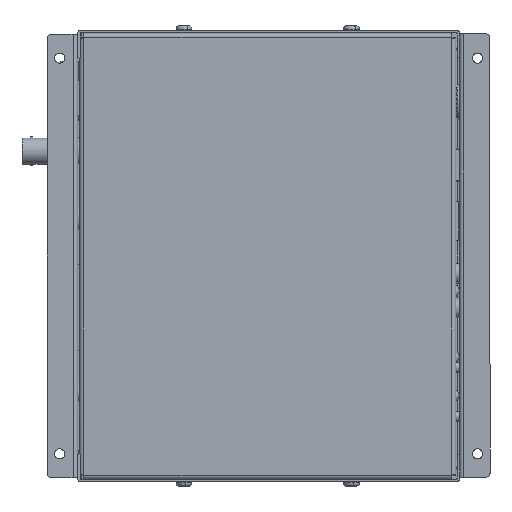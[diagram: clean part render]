
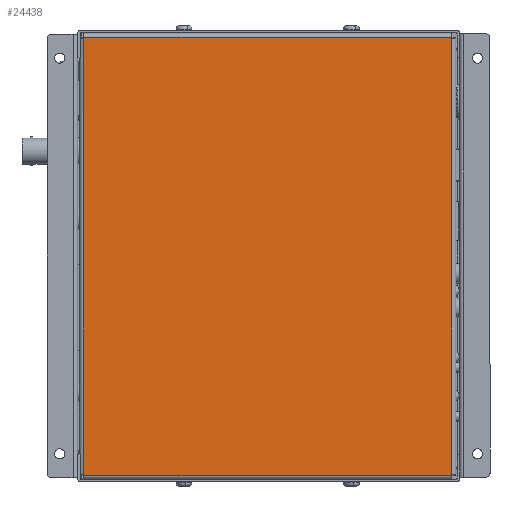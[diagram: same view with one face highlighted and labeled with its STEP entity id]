
A CAD part, front view. The second image highlights one B-rep face of the part: STEP entity #24438.
In plain terms, the highlighted face is planar.
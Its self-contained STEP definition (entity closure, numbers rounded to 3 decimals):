
#403 = CARTESIAN_POINT ( 'NONE',  ( 67.043, -79.292, 0. ) ) ;
#21919 = EDGE_CURVE ( 'NONE', #24354, #25938, #38268, .T. ) ;
#24353 = VERTEX_POINT ( 'NONE', #43052 ) ;
#24354 = VERTEX_POINT ( 'NONE', #43051 ) ;
#24355 = ORIENTED_EDGE ( 'NONE', *, *, #21919, .T. ) ;
#24399 = ORIENTED_EDGE ( 'NONE', *, *, #24400, .T. ) ;
#24400 = EDGE_CURVE ( 'NONE', #24427, #24401, #43105, .T. ) ;
#24401 = VERTEX_POINT ( 'NONE', #43101 ) ;
#24402 = ORIENTED_EDGE ( 'NONE', *, *, #24403, .T. ) ;
#24403 = EDGE_CURVE ( 'NONE', #24401, #24404, #43100, .T. ) ;
#24404 = VERTEX_POINT ( 'NONE', #43160 ) ;
#24405 = ORIENTED_EDGE ( 'NONE', *, *, #24406, .F. ) ;
#24406 = EDGE_CURVE ( 'NONE', #24407, #24404, #43159, .T. ) ;
#24407 = VERTEX_POINT ( 'NONE', #43155 ) ;
#24408 = ORIENTED_EDGE ( 'NONE', *, *, #24409, .T. ) ;
#24409 = EDGE_CURVE ( 'NONE', #24407, #24410, #43154, .T. ) ;
#24410 = VERTEX_POINT ( 'NONE', #43150 ) ;
#24411 = ORIENTED_EDGE ( 'NONE', *, *, #24412, .F. ) ;
#24412 = EDGE_CURVE ( 'NONE', #24353, #24410, #43149, .T. ) ;
#24413 = ORIENTED_EDGE ( 'NONE', *, *, #24414, .T. ) ;
#24414 = EDGE_CURVE ( 'NONE', #25938, #24415, #43145, .T. ) ;
#24415 = VERTEX_POINT ( 'NONE', #43141 ) ;
#24416 = ORIENTED_EDGE ( 'NONE', *, *, #24417, .F. ) ;
#24417 = EDGE_CURVE ( 'NONE', #24418, #24415, #43140, .T. ) ;
#24418 = VERTEX_POINT ( 'NONE', #43136 ) ;
#24419 = ORIENTED_EDGE ( 'NONE', *, *, #24420, .T. ) ;
#24420 = EDGE_CURVE ( 'NONE', #24418, #24421, #43135, .T. ) ;
#24421 = VERTEX_POINT ( 'NONE', #43131 ) ;
#24422 = ORIENTED_EDGE ( 'NONE', *, *, #24423, .F. ) ;
#24423 = EDGE_CURVE ( 'NONE', #24424, #24421, #43192, .T. ) ;
#24424 = VERTEX_POINT ( 'NONE', #43188 ) ;
#24425 = ORIENTED_EDGE ( 'NONE', *, *, #24426, .T. ) ;
#24426 = EDGE_CURVE ( 'NONE', #24424, #24427, #43187, .T. ) ;
#24427 = VERTEX_POINT ( 'NONE', #43183 ) ;
#24438 = ADVANCED_FACE ( 'NONE', ( #43164 ), #43163, .T. ) ;
#24439 = EDGE_LOOP ( 'NONE', ( #24440, #24355, #24413, #24416, #24419, #24422, #24425, #24399, #24402, #24405, #24408, #24411 ) ) ;
#24440 = ORIENTED_EDGE ( 'NONE', *, *, #24441, .T. ) ;
#24441 = EDGE_CURVE ( 'NONE', #24353, #24354, #43222, .T. ) ;
#25938 = VERTEX_POINT ( 'NONE', #403 ) ;
#38265 = DIRECTION ( 'NONE',  ( 0., -1., 0. ) ) ;
#38266 = VECTOR ( 'NONE', #38265, 1000. ) ;
#38267 = CARTESIAN_POINT ( 'NONE',  ( 67.043, 79.566, 0. ) ) ;
#38268 = LINE ( 'NONE', #38267, #38266 ) ;
#43051 = CARTESIAN_POINT ( 'NONE',  ( 67.043, 79.292, 0. ) ) ;
#43052 = CARTESIAN_POINT ( 'NONE',  ( 66.865, 79.292, 0. ) ) ;
#43097 = DIRECTION ( 'NONE',  ( 1., 0., 0. ) ) ;
#43098 = VECTOR ( 'NONE', #43097, 1000. ) ;
#43099 = CARTESIAN_POINT ( 'NONE',  ( 66.865, 79.292, 0. ) ) ;
#43100 = LINE ( 'NONE', #43099, #43098 ) ;
#43101 = CARTESIAN_POINT ( 'NONE',  ( -67.043, 79.292, 0. ) ) ;
#43102 = DIRECTION ( 'NONE',  ( 0., 1., 0. ) ) ;
#43103 = VECTOR ( 'NONE', #43102, 1000. ) ;
#43104 = CARTESIAN_POINT ( 'NONE',  ( -67.043, -79.565, 0. ) ) ;
#43105 = LINE ( 'NONE', #43104, #43103 ) ;
#43131 = CARTESIAN_POINT ( 'NONE',  ( -66.865, -79.743, 0. ) ) ;
#43132 = DIRECTION ( 'NONE',  ( -1., 0., 0. ) ) ;
#43133 = VECTOR ( 'NONE', #43132, 1000. ) ;
#43134 = CARTESIAN_POINT ( 'NONE',  ( 66.865, -79.743, 0. ) ) ;
#43135 = LINE ( 'NONE', #43134, #43133 ) ;
#43136 = CARTESIAN_POINT ( 'NONE',  ( 66.865, -79.743, 0. ) ) ;
#43137 = DIRECTION ( 'NONE',  ( 0., 1., 0. ) ) ;
#43138 = VECTOR ( 'NONE', #43137, 1000. ) ;
#43139 = CARTESIAN_POINT ( 'NONE',  ( 66.865, -79.565, 0. ) ) ;
#43140 = LINE ( 'NONE', #43139, #43138 ) ;
#43141 = CARTESIAN_POINT ( 'NONE',  ( 66.865, -79.292, 0. ) ) ;
#43142 = DIRECTION ( 'NONE',  ( -1., 0., 0. ) ) ;
#43143 = VECTOR ( 'NONE', #43142, 1000. ) ;
#43144 = CARTESIAN_POINT ( 'NONE',  ( 66.865, -79.292, 0. ) ) ;
#43145 = LINE ( 'NONE', #43144, #43143 ) ;
#43146 = DIRECTION ( 'NONE',  ( 0., 1., 0. ) ) ;
#43147 = VECTOR ( 'NONE', #43146, 1000. ) ;
#43148 = CARTESIAN_POINT ( 'NONE',  ( 66.865, 79.565, 0. ) ) ;
#43149 = LINE ( 'NONE', #43148, #43147 ) ;
#43150 = CARTESIAN_POINT ( 'NONE',  ( 66.865, 79.743, 0. ) ) ;
#43151 = DIRECTION ( 'NONE',  ( 1., 0., 0. ) ) ;
#43152 = VECTOR ( 'NONE', #43151, 1000. ) ;
#43153 = CARTESIAN_POINT ( 'NONE',  ( -66.865, 79.743, 0. ) ) ;
#43154 = LINE ( 'NONE', #43153, #43152 ) ;
#43155 = CARTESIAN_POINT ( 'NONE',  ( -66.865, 79.743, 0. ) ) ;
#43156 = DIRECTION ( 'NONE',  ( 0., -1., 0. ) ) ;
#43157 = VECTOR ( 'NONE', #43156, 1000. ) ;
#43158 = CARTESIAN_POINT ( 'NONE',  ( -66.865, 79.565, 0. ) ) ;
#43159 = LINE ( 'NONE', #43158, #43157 ) ;
#43160 = CARTESIAN_POINT ( 'NONE',  ( -66.865, 79.292, 0. ) ) ;
#43161 = CARTESIAN_POINT ( 'NONE',  ( 66.865, 79.565, 0. ) ) ;
#43162 = AXIS2_PLACEMENT_3D ( 'NONE', #43161, #43224, #43223 ) ;
#43163 = PLANE ( 'NONE',  #43162 ) ;
#43164 = FACE_OUTER_BOUND ( 'NONE', #24439, .T. ) ;
#43183 = CARTESIAN_POINT ( 'NONE',  ( -67.043, -79.292, 0. ) ) ;
#43184 = DIRECTION ( 'NONE',  ( -1., 0., 0. ) ) ;
#43185 = VECTOR ( 'NONE', #43184, 1000. ) ;
#43186 = CARTESIAN_POINT ( 'NONE',  ( 66.865, -79.292, 0. ) ) ;
#43187 = LINE ( 'NONE', #43186, #43185 ) ;
#43188 = CARTESIAN_POINT ( 'NONE',  ( -66.865, -79.292, 0. ) ) ;
#43189 = DIRECTION ( 'NONE',  ( 0., -1., 0. ) ) ;
#43190 = VECTOR ( 'NONE', #43189, 1000. ) ;
#43191 = CARTESIAN_POINT ( 'NONE',  ( -66.865, -79.565, 0. ) ) ;
#43192 = LINE ( 'NONE', #43191, #43190 ) ;
#43219 = DIRECTION ( 'NONE',  ( 1., 0., 0. ) ) ;
#43220 = VECTOR ( 'NONE', #43219, 1000. ) ;
#43221 = CARTESIAN_POINT ( 'NONE',  ( 66.865, 79.292, 0. ) ) ;
#43222 = LINE ( 'NONE', #43221, #43220 ) ;
#43223 = DIRECTION ( 'NONE',  ( -1., 0., 0. ) ) ;
#43224 = DIRECTION ( 'NONE',  ( 0., 0., -1. ) ) ;
